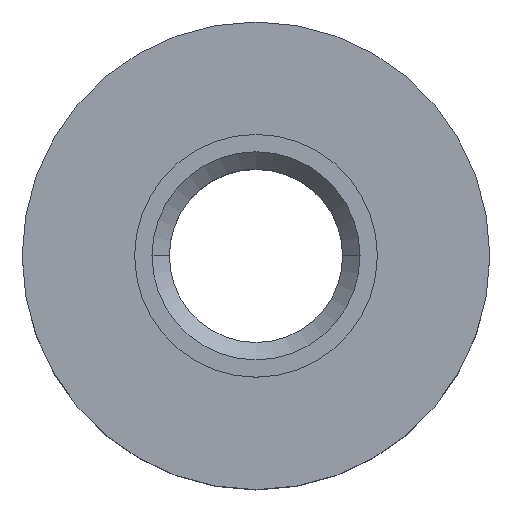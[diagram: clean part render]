
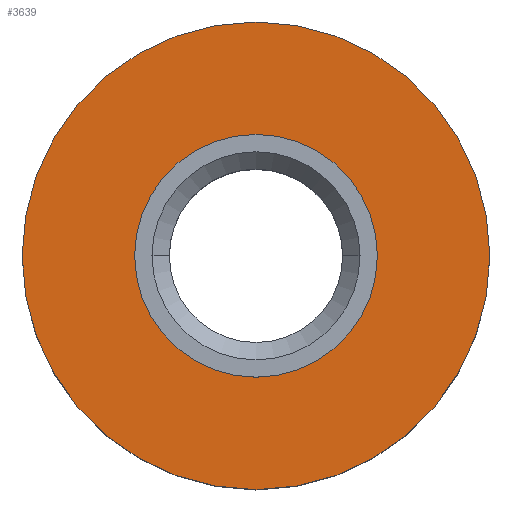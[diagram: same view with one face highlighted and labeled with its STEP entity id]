
A CAD part, top view. The second image highlights one B-rep face of the part: STEP entity #3639.
In plain terms, the highlighted planar face has unit normal (0, 0, 1).
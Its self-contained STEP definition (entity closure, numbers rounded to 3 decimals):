
#297 = CIRCLE ( 'NONE', #1581, 6.743 ) ;
#361 = CIRCLE ( 'NONE', #1598, 3.5 ) ;
#486 = EDGE_CURVE ( 'NONE', #3749, #3748, #297, .T. ) ;
#526 = EDGE_CURVE ( 'NONE', #3758, #3773, #361, .T. ) ;
#540 = EDGE_CURVE ( 'NONE', #3748, #3749, #2823, .T. ) ;
#898 = AXIS2_PLACEMENT_3D ( 'NONE', #4585, #4583, #4592 ) ;
#1146 = EDGE_LOOP ( 'NONE', ( #2269, #2270 ) ) ;
#1166 = EDGE_LOOP ( 'NONE', ( #2267, #2268 ) ) ;
#1534 = EDGE_CURVE ( 'NONE', #3773, #3758, #2836, .T. ) ;
#1581 = AXIS2_PLACEMENT_3D ( 'NONE', #3487, #3485, #3484 ) ;
#1598 = AXIS2_PLACEMENT_3D ( 'NONE', #4539, #4536, #4534 ) ;
#1605 = AXIS2_PLACEMENT_3D ( 'NONE', #4433, #4431, #4429 ) ;
#1608 = AXIS2_PLACEMENT_3D ( 'NONE', #4173, #4174, #4175 ) ;
#1937 = FACE_BOUND ( 'NONE', #1166, .T. ) ;
#2111 = FACE_OUTER_BOUND ( 'NONE', #1146, .T. ) ;
#2267 = ORIENTED_EDGE ( 'NONE', *, *, #526, .T. ) ;
#2268 = ORIENTED_EDGE ( 'NONE', *, *, #1534, .T. ) ;
#2269 = ORIENTED_EDGE ( 'NONE', *, *, #540, .T. ) ;
#2270 = ORIENTED_EDGE ( 'NONE', *, *, #486, .T. ) ;
#2823 = CIRCLE ( 'NONE', #1605, 6.743 ) ;
#2836 = CIRCLE ( 'NONE', #1608, 3.5 ) ;
#3484 = DIRECTION ( 'NONE',  ( 1., 0., 0. ) ) ;
#3485 = DIRECTION ( 'NONE',  ( 0., 0., 1. ) ) ;
#3487 = CARTESIAN_POINT ( 'NONE',  ( 0., 0., 3. ) ) ;
#3639 = ADVANCED_FACE ( 'NONE', ( #1937, #2111 ), #4589, .F. ) ;
#3748 = VERTEX_POINT ( 'NONE', #4872 ) ;
#3749 = VERTEX_POINT ( 'NONE', #4873 ) ;
#3758 = VERTEX_POINT ( 'NONE', #4881 ) ;
#3773 = VERTEX_POINT ( 'NONE', #4894 ) ;
#4173 = CARTESIAN_POINT ( 'NONE',  ( 0., 0., 3. ) ) ;
#4174 = DIRECTION ( 'NONE',  ( 0., 0., -1. ) ) ;
#4175 = DIRECTION ( 'NONE',  ( -1., 0., 0. ) ) ;
#4429 = DIRECTION ( 'NONE',  ( 1., 0., 0. ) ) ;
#4431 = DIRECTION ( 'NONE',  ( 0., 0., 1. ) ) ;
#4433 = CARTESIAN_POINT ( 'NONE',  ( 0., 0., 3. ) ) ;
#4534 = DIRECTION ( 'NONE',  ( -1., 0., 0. ) ) ;
#4536 = DIRECTION ( 'NONE',  ( 0., 0., -1. ) ) ;
#4539 = CARTESIAN_POINT ( 'NONE',  ( 0., 0., 3. ) ) ;
#4583 = DIRECTION ( 'NONE',  ( 0., 0., -1. ) ) ;
#4585 = CARTESIAN_POINT ( 'NONE',  ( 0., 6.743, 3. ) ) ;
#4589 = PLANE ( 'NONE',  #898 ) ;
#4592 = DIRECTION ( 'NONE',  ( -1., 0., 0. ) ) ;
#4872 = CARTESIAN_POINT ( 'NONE',  ( 6.743, 0., 3. ) ) ;
#4873 = CARTESIAN_POINT ( 'NONE',  ( -6.743, 0., 3. ) ) ;
#4881 = CARTESIAN_POINT ( 'NONE',  ( 3.5, 0., 3. ) ) ;
#4894 = CARTESIAN_POINT ( 'NONE',  ( -3.5, 0., 3. ) ) ;
